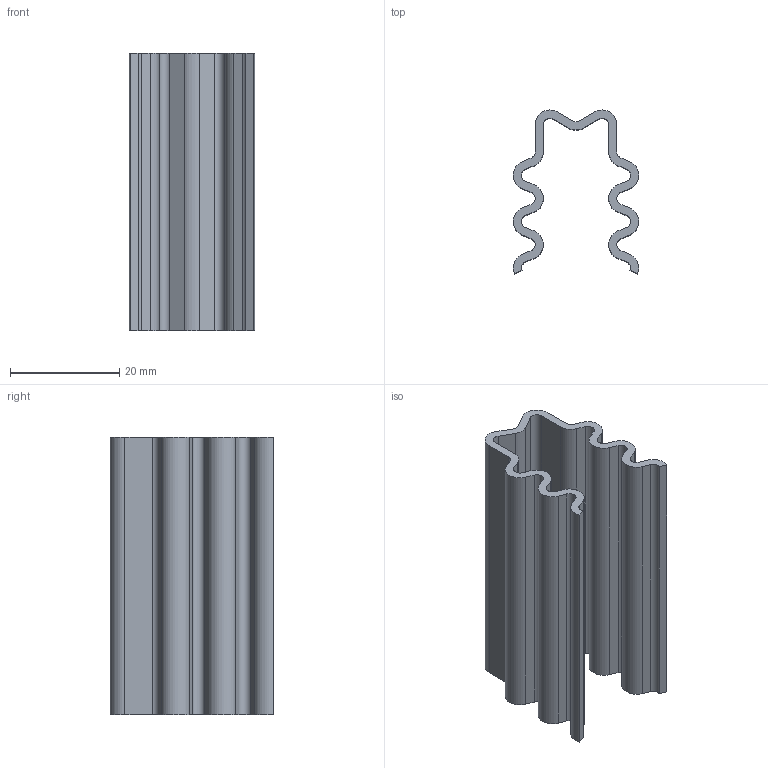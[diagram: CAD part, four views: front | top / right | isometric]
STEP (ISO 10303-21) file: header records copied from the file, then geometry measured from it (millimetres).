
FILE_DESCRIPTION(/* description */ (''),/* implementation_level */ '2;1');
FILE_NAME(/* name */ 'BR51 1.stp',/* time_stamp */ '2020-11-17T10:11:48+01:00',/* author */ ('stanislaw.luczak'),/* organization */ (''),/* preprocessor_version */ 'ST-DEVELOPER v18.1',/* originating_system */ 'Autodesk Inventor 2021',/* authorisation */ '');
FILE_SCHEMA (('AUTOMOTIVE_DESIGN { 1 0 10303 214 3 1 1 }'));
Length unit declared in the file: millimetre
Products named in the file (1): BR51 1
Bounding box: 23 x 30 x 51 mm (x, y, z)
Volume: 6998.5 mm3; surface area: 9758.8 mm2
Topology: 1 solids, 1 shells, 62 faces, 180 edges, 120 vertices
Faces by surface type: plane 32, cylinder 30
Entity records: 2105 total; most frequent: DIRECTION 366, CARTESIAN_POINT 363, ORIENTED_EDGE 360, EDGE_CURVE 180, AXIS2_PLACEMENT_3D 123, LINE 120, VECTOR 120, VERTEX_POINT 120
